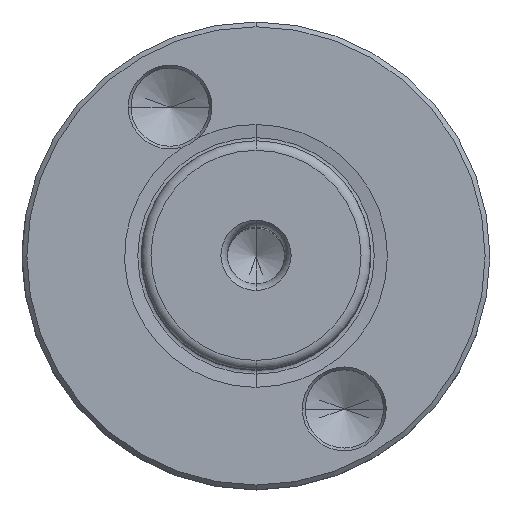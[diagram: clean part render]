
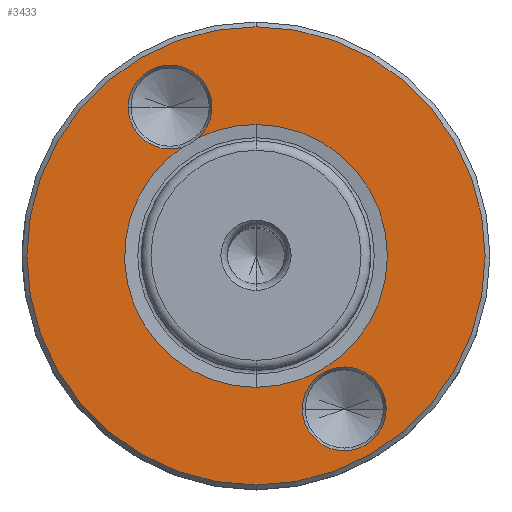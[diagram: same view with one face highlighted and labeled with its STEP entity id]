
A CAD part, top view. The second image highlights one B-rep face of the part: STEP entity #3433.
In plain terms, the highlighted face is planar.
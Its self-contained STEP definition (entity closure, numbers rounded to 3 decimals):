
#494=CARTESIAN_POINT('',(0.,0.,0.));
#495=DIRECTION('',(0.,0.,-1.));
#496=DIRECTION('',(0.,1.,0.));
#497=AXIS2_PLACEMENT_3D('',#494,#495,#496);
#516=CARTESIAN_POINT('',(0.,0.,0.));
#517=DIRECTION('',(0.,0.,1.));
#518=DIRECTION('',(0.,1.,0.));
#519=AXIS2_PLACEMENT_3D('',#516,#517,#518);
#524=CARTESIAN_POINT('',(9.,15.588,0.));
#525=DIRECTION('',(0.,0.,1.));
#526=DIRECTION('',(-1.,0.,0.));
#527=AXIS2_PLACEMENT_3D('',#524,#525,#526);
#532=CARTESIAN_POINT('',(9.,15.588,0.));
#533=DIRECTION('',(0.,0.,1.));
#534=DIRECTION('',(1.,0.,0.));
#535=AXIS2_PLACEMENT_3D('',#532,#533,#534);
#540=CARTESIAN_POINT('',(9.,15.588,0.));
#541=DIRECTION('',(0.,0.,1.));
#542=DIRECTION('',(-0.288,-0.958,0.));
#543=AXIS2_PLACEMENT_3D('',#540,#541,#542);
#548=CARTESIAN_POINT('',(0.,0.,0.));
#549=DIRECTION('',(0.,0.,-1.));
#550=DIRECTION('',(0.562,0.827,0.));
#551=AXIS2_PLACEMENT_3D('',#548,#549,#550);
#556=CARTESIAN_POINT('',(0.,0.,0.));
#557=DIRECTION('',(0.,0.,1.));
#558=DIRECTION('',(0.,1.,0.));
#559=AXIS2_PLACEMENT_3D('',#556,#557,#558);
#564=CARTESIAN_POINT('',(0.,0.,0.));
#565=DIRECTION('',(0.,0.,-1.));
#566=DIRECTION('',(0.,1.,0.));
#567=AXIS2_PLACEMENT_3D('',#564,#565,#566);
#572=CARTESIAN_POINT('',(-9.25,-16.021,0.));
#573=DIRECTION('',(0.,0.,1.));
#574=DIRECTION('',(-1.,0.,0.));
#575=AXIS2_PLACEMENT_3D('',#572,#573,#574);
#580=CARTESIAN_POINT('',(-9.25,-16.021,0.));
#581=DIRECTION('',(0.,0.,1.));
#582=DIRECTION('',(1.,0.,0.));
#583=AXIS2_PLACEMENT_3D('',#580,#581,#582);
#588=CARTESIAN_POINT('',(5.993,12.392,0.));
#595=CARTESIAN_POINT('',(7.735,11.386,0.));
#2736=CARTESIAN_POINT('',(0.,13.765,0.));
#2737=VERTEX_POINT('',#2736);
#2738=CARTESIAN_POINT('',(0.,24.,0.));
#2740=VERTEX_POINT('',#2738);
#2758=CARTESIAN_POINT('',(0.,-13.765,0.));
#2759=VERTEX_POINT('',#2758);
#2760=CARTESIAN_POINT('',(0.,-24.,0.));
#2762=VERTEX_POINT('',#2760);
#2774=VERTEX_POINT('',#588);
#2775=VERTEX_POINT('',#595);
#2776=CARTESIAN_POINT('',(4.611,15.588,0.));
#2777=VERTEX_POINT('',#2776);
#2778=CARTESIAN_POINT('',(13.389,15.588,0.));
#2779=VERTEX_POINT('',#2778);
#2790=CARTESIAN_POINT('',(-13.639,-16.021,0.));
#2791=CARTESIAN_POINT('',(-4.861,-16.021,0.));
#2792=VERTEX_POINT('',#2790);
#2793=VERTEX_POINT('',#2791);
#3404=CARTESIAN_POINT('',(0.,0.,0.));
#3405=DIRECTION('',(0.,0.,-1.));
#3406=DIRECTION('',(0.,-1.,0.));
#3407=AXIS2_PLACEMENT_3D('',#3404,#3405,#3406);
#3408=PLANE('',#3407);
#3409=ORIENTED_EDGE('',*,*,#3399,.T.);
#3410=ORIENTED_EDGE('',*,*,#3383,.F.);
#3411=EDGE_LOOP('',(#3409,#3410));
#3412=FACE_OUTER_BOUND('',#3411,.F.);
#3414=ORIENTED_EDGE('',*,*,#3413,.F.);
#3416=ORIENTED_EDGE('',*,*,#3415,.F.);
#3418=ORIENTED_EDGE('',*,*,#3417,.F.);
#3420=ORIENTED_EDGE('',*,*,#3419,.T.);
#3422=ORIENTED_EDGE('',*,*,#3421,.F.);
#3424=ORIENTED_EDGE('',*,*,#3423,.T.);
#3425=EDGE_LOOP('',(#3414,#3416,#3418,#3420,#3422,#3424));
#3426=FACE_BOUND('',#3425,.F.);
#3428=ORIENTED_EDGE('',*,*,#3427,.F.);
#3430=ORIENTED_EDGE('',*,*,#3429,.F.);
#3431=EDGE_LOOP('',(#3428,#3430));
#3432=FACE_BOUND('',#3431,.F.);
#3433=ADVANCED_FACE('',(#3412,#3426,#3432),#3408,.T.);
#498=CIRCLE('',#497,24.);
#520=CIRCLE('',#519,24.);
#528=CIRCLE('',#527,4.389);
#536=CIRCLE('',#535,4.389);
#544=CIRCLE('',#543,4.389);
#552=CIRCLE('',#551,13.765);
#560=CIRCLE('',#559,13.765);
#568=CIRCLE('',#567,13.765);
#576=CIRCLE('',#575,4.389);
#584=CIRCLE('',#583,4.389);
#3383=EDGE_CURVE('',#2740,#2762,#498,.T.);
#3399=EDGE_CURVE('',#2740,#2762,#520,.T.);
#3413=EDGE_CURVE('',#2777,#2774,#528,.T.);
#3415=EDGE_CURVE('',#2779,#2777,#536,.T.);
#3417=EDGE_CURVE('',#2775,#2779,#544,.T.);
#3419=EDGE_CURVE('',#2775,#2759,#552,.T.);
#3421=EDGE_CURVE('',#2737,#2759,#560,.T.);
#3423=EDGE_CURVE('',#2737,#2774,#568,.T.);
#3427=EDGE_CURVE('',#2792,#2793,#576,.T.);
#3429=EDGE_CURVE('',#2793,#2792,#584,.T.);
